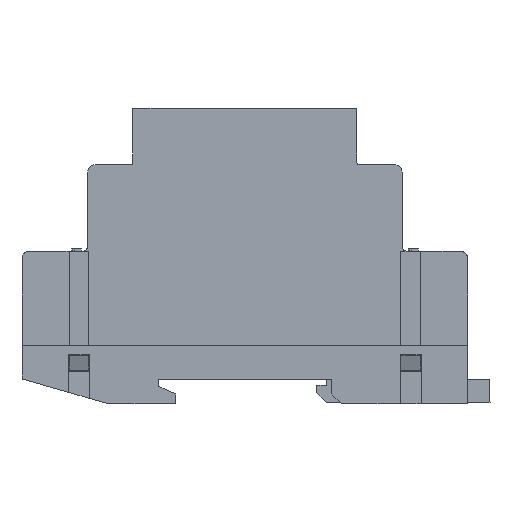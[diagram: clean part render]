
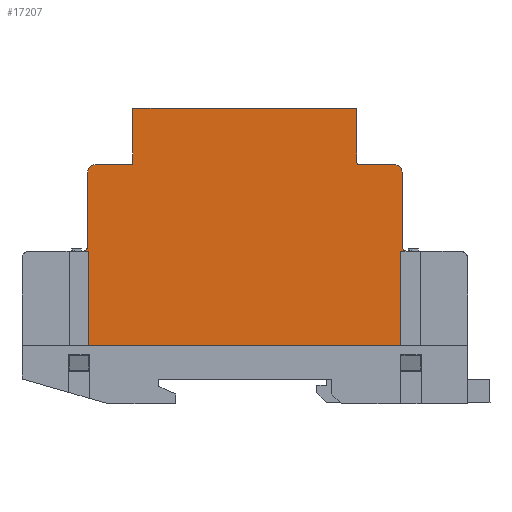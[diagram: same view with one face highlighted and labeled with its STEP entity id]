
A CAD part, left-side view. The second image highlights one B-rep face of the part: STEP entity #17207.
In plain terms, the highlighted planar face has unit normal (-1, 0, 0).
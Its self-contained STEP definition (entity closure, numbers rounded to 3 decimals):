
#2683=PLANE('',#49047);
#8122=LINE('',#78938,#14669);
#8125=LINE('',#78944,#14672);
#8128=LINE('',#78952,#14675);
#8131=LINE('',#78960,#14678);
#8139=LINE('',#78977,#14686);
#8568=LINE('',#79907,#15115);
#8570=LINE('',#79911,#15117);
#8574=LINE('',#79920,#15121);
#8577=LINE('',#79928,#15124);
#8580=LINE('',#79936,#15127);
#8581=LINE('',#79938,#15128);
#8582=LINE('',#79940,#15129);
#14669=VECTOR('',#58531,1.);
#14672=VECTOR('',#58536,1.);
#14675=VECTOR('',#58545,1.);
#14678=VECTOR('',#58554,1.);
#14686=VECTOR('',#58572,1.);
#15115=VECTOR('',#59277,1.);
#15117=VECTOR('',#59281,1.);
#15121=VECTOR('',#59291,1.);
#15124=VECTOR('',#59300,1.);
#15127=VECTOR('',#59309,1.);
#15128=VECTOR('',#59312,1.);
#15129=VECTOR('',#59313,1.);
#17207=ADVANCED_FACE('',(#18649),#2683,.T.);
#18649=FACE_OUTER_BOUND('',#20327,.T.);
#20327=EDGE_LOOP('',(#29583,#29584,#29585,#29586,#29587,#29588,#29589,#29590,
#29591,#29592,#29593,#29594,#29595,#29596,#29597,#29598,#29599,#29600));
#29583=ORIENTED_EDGE('',*,*,#44726,.T.);
#29584=ORIENTED_EDGE('',*,*,#44724,.F.);
#29585=ORIENTED_EDGE('',*,*,#44722,.T.);
#29586=ORIENTED_EDGE('',*,*,#44720,.F.);
#29587=ORIENTED_EDGE('',*,*,#44719,.T.);
#29588=ORIENTED_EDGE('',*,*,#44715,.F.);
#29589=ORIENTED_EDGE('',*,*,#44713,.T.);
#29590=ORIENTED_EDGE('',*,*,#44729,.T.);
#29591=ORIENTED_EDGE('',*,*,#44730,.F.);
#29592=ORIENTED_EDGE('',*,*,#44227,.T.);
#29593=ORIENTED_EDGE('',*,*,#44224,.T.);
#29594=ORIENTED_EDGE('',*,*,#44216,.F.);
#29595=ORIENTED_EDGE('',*,*,#44214,.T.);
#29596=ORIENTED_EDGE('',*,*,#44212,.F.);
#29597=ORIENTED_EDGE('',*,*,#44210,.T.);
#29598=ORIENTED_EDGE('',*,*,#44208,.F.);
#29599=ORIENTED_EDGE('',*,*,#44205,.F.);
#29600=ORIENTED_EDGE('',*,*,#44728,.F.);
#36789=VERTEX_POINT('',#78939);
#36790=VERTEX_POINT('',#78940);
#36791=VERTEX_POINT('',#78945);
#36792=VERTEX_POINT('',#78949);
#36793=VERTEX_POINT('',#78953);
#36794=VERTEX_POINT('',#78957);
#36795=VERTEX_POINT('',#78961);
#36797=VERTEX_POINT('',#78972);
#36799=VERTEX_POINT('',#78978);
#37161=VERTEX_POINT('',#79906);
#37162=VERTEX_POINT('',#79908);
#37163=VERTEX_POINT('',#79912);
#37164=VERTEX_POINT('',#79916);
#37165=VERTEX_POINT('',#79921);
#37166=VERTEX_POINT('',#79925);
#37167=VERTEX_POINT('',#79929);
#37168=VERTEX_POINT('',#79933);
#37169=VERTEX_POINT('',#79939);
#44205=EDGE_CURVE('',#36789,#36790,#8122,.T.);
#44208=EDGE_CURVE('',#36790,#36791,#8125,.T.);
#44210=EDGE_CURVE('',#36792,#36791,#46562,.T.);
#44212=EDGE_CURVE('',#36792,#36793,#8128,.T.);
#44214=EDGE_CURVE('',#36794,#36793,#46563,.T.);
#44216=EDGE_CURVE('',#36794,#36795,#8131,.T.);
#44224=EDGE_CURVE('',#36797,#36795,#46566,.T.);
#44227=EDGE_CURVE('',#36799,#36797,#8139,.T.);
#44713=EDGE_CURVE('',#37162,#37161,#8568,.T.);
#44715=EDGE_CURVE('',#37162,#37163,#8570,.T.);
#44719=EDGE_CURVE('',#37164,#37163,#46605,.T.);
#44720=EDGE_CURVE('',#37164,#37165,#8574,.T.);
#44722=EDGE_CURVE('',#37166,#37165,#46606,.T.);
#44724=EDGE_CURVE('',#37166,#37167,#8577,.T.);
#44726=EDGE_CURVE('',#37168,#37167,#46607,.T.);
#44728=EDGE_CURVE('',#37168,#36789,#8580,.T.);
#44729=EDGE_CURVE('',#37161,#37169,#8581,.T.);
#44730=EDGE_CURVE('',#36799,#37169,#8582,.T.);
#46562=CIRCLE('',#48888,0.5);
#46563=CIRCLE('',#48891,1.5);
#46566=CIRCLE('',#48896,1.);
#46605=CIRCLE('',#49038,1.);
#46606=CIRCLE('',#49041,1.5);
#46607=CIRCLE('',#49044,0.5);
#48888=AXIS2_PLACEMENT_3D('',#78948,#58540,#58541);
#48891=AXIS2_PLACEMENT_3D('',#78956,#58549,#58550);
#48896=AXIS2_PLACEMENT_3D('',#78971,#58566,#58567);
#49038=AXIS2_PLACEMENT_3D('',#79918,#59287,#59288);
#49041=AXIS2_PLACEMENT_3D('',#79924,#59295,#59296);
#49044=AXIS2_PLACEMENT_3D('',#79932,#59304,#59305);
#49047=AXIS2_PLACEMENT_3D('',#79941,#59314,#59315);
#58531=DIRECTION('',(0.,-1.,0.));
#58536=DIRECTION('',(0.,0.,-1.));
#58540=DIRECTION('',(1.,0.,0.));
#58541=DIRECTION('',(0.,0.,-1.));
#58545=DIRECTION('',(0.,-1.,0.));
#58549=DIRECTION('',(-1.,0.,0.));
#58550=DIRECTION('',(0.,-1.,0.));
#58554=DIRECTION('',(0.,0.,-1.));
#58566=DIRECTION('',(1.,0.,0.));
#58567=DIRECTION('',(0.,0.,-1.));
#58572=DIRECTION('',(0.,-1.,0.));
#59277=DIRECTION('',(0.,0.,-1.));
#59281=DIRECTION('',(0.,1.,0.));
#59287=DIRECTION('',(1.,0.,0.));
#59288=DIRECTION('',(0.,-1.,0.));
#59291=DIRECTION('',(0.,0.,1.));
#59295=DIRECTION('',(-1.,0.,0.));
#59296=DIRECTION('',(0.,0.,1.));
#59300=DIRECTION('',(0.,-1.,0.));
#59304=DIRECTION('',(1.,0.,0.));
#59305=DIRECTION('',(0.,-1.,0.));
#59309=DIRECTION('',(0.,0.,1.));
#59312=DIRECTION('',(0.,-1.,0.));
#59313=DIRECTION('',(0.,0.,-1.));
#59314=DIRECTION('',(-1.,0.,0.));
#59315=DIRECTION('',(0.,1.,0.));
#78938=CARTESIAN_POINT('',(-74.468,34.392,53.59));
#78939=CARTESIAN_POINT('',(-74.468,34.392,53.59));
#78940=CARTESIAN_POINT('',(-74.468,-10.808,53.59));
#78944=CARTESIAN_POINT('',(-74.468,-10.808,53.59));
#78945=CARTESIAN_POINT('',(-74.468,-10.808,42.69));
#78948=CARTESIAN_POINT('',(-74.468,-11.308,42.69));
#78949=CARTESIAN_POINT('',(-74.468,-11.308,42.19));
#78952=CARTESIAN_POINT('',(-74.468,-11.308,42.19));
#78953=CARTESIAN_POINT('',(-74.468,-18.458,42.19));
#78956=CARTESIAN_POINT('',(-74.468,-18.458,40.69));
#78957=CARTESIAN_POINT('',(-74.468,-19.958,40.69));
#78960=CARTESIAN_POINT('',(-74.468,-19.958,40.69));
#78961=CARTESIAN_POINT('',(-74.468,-19.958,25.69));
#78971=CARTESIAN_POINT('',(-74.468,-20.958,25.69));
#78972=CARTESIAN_POINT('',(-74.468,-20.958,24.69));
#78977=CARTESIAN_POINT('',(-74.468,-19.708,24.69));
#78978=CARTESIAN_POINT('',(-74.468,-19.708,24.69));
#79906=CARTESIAN_POINT('',(-74.468,43.292,5.69));
#79907=CARTESIAN_POINT('',(-74.468,43.292,24.69));
#79908=CARTESIAN_POINT('',(-74.468,43.292,24.69));
#79911=CARTESIAN_POINT('',(-74.468,43.292,24.69));
#79912=CARTESIAN_POINT('',(-74.468,44.542,24.69));
#79916=CARTESIAN_POINT('',(-74.468,43.542,25.69));
#79918=CARTESIAN_POINT('',(-74.468,44.542,25.69));
#79920=CARTESIAN_POINT('',(-74.468,43.542,25.69));
#79921=CARTESIAN_POINT('',(-74.468,43.542,40.69));
#79924=CARTESIAN_POINT('',(-74.468,42.042,40.69));
#79925=CARTESIAN_POINT('',(-74.468,42.042,42.19));
#79928=CARTESIAN_POINT('',(-74.468,42.042,42.19));
#79929=CARTESIAN_POINT('',(-74.468,34.892,42.19));
#79932=CARTESIAN_POINT('',(-74.468,34.892,42.69));
#79933=CARTESIAN_POINT('',(-74.468,34.392,42.69));
#79936=CARTESIAN_POINT('',(-74.468,34.392,42.69));
#79938=CARTESIAN_POINT('',(-74.468,-19.708,5.69));
#79939=CARTESIAN_POINT('',(-74.468,-19.708,5.69));
#79940=CARTESIAN_POINT('',(-74.468,-19.708,24.69));
#79941=CARTESIAN_POINT('',(-74.468,11.792,0.69));
